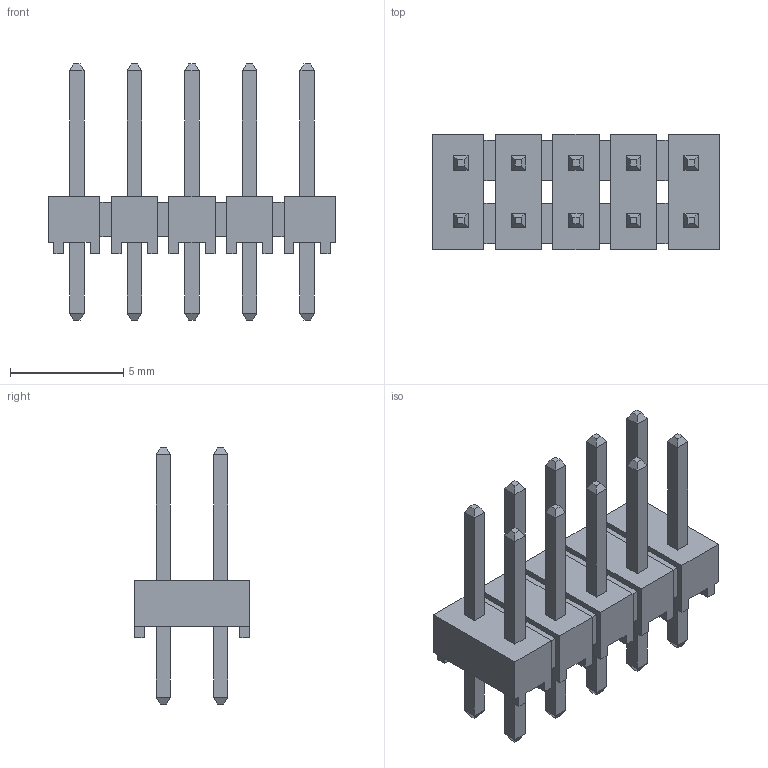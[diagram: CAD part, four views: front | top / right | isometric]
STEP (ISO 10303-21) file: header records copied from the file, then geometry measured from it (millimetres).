
FILE_DESCRIPTION(/* description */ (''),/* implementation_level */ '2;1');
FILE_NAME(/* name */ 'SAMTEC_TSW-105-23-L-D.stp',/* time_stamp */ '2017-03-08T13:05:58+01:00',/* author */ ('riccim'),/* organization */ ('SolidWorks'),/* preprocessor_version */ 'ST-DEVELOPER v15.5',/* originating_system */ 'AutoCAD Mechanical',/* authorisation */ ' ');
FILE_SCHEMA (('AUTOMOTIVE_DESIGN { 1 0 10303 214 3 1 1 }'));
Length unit declared in the file: millimetre
Products named in the file (1): Product
Bounding box: 12.7 x 5.08 x 11.3 mm (x, y, z)
Volume: 159.3 mm3; surface area: 585.2 mm2
Topology: 33 solids, 33 shells, 342 faces, 748 edges, 472 vertices
Faces by surface type: plane 342
Entity records: 9066 total; most frequent: CARTESIAN_POINT 1563, ORIENTED_EDGE 1496, DIRECTION 1434, LINE 748, VECTOR 748, EDGE_CURVE 748, VERTEX_POINT 472, AXIS2_PLACEMENT_3D 343
